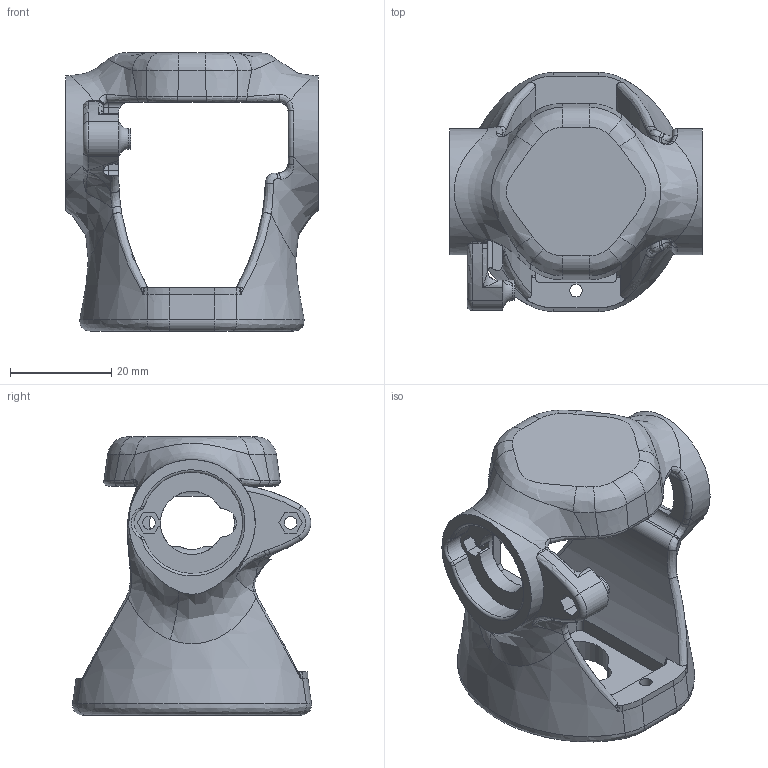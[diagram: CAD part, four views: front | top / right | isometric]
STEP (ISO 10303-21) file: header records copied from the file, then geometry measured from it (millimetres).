
FILE_DESCRIPTION(/* description */ (''),/* implementation_level */ '2;1');
FILE_NAME(/* name */ 'Robot - J6 v6.step',/* time_stamp */ '2023-10-17T09:53:49+02:00',/* author */ (''),/* organization */ (''),/* preprocessor_version */ 'ST-DEVELOPER v20',/* originating_system */ 'Autodesk Translation Framework v12.14.0.127',/* authorisation */ '');
FILE_SCHEMA (('AUTOMOTIVE_DESIGN { 1 0 10303 214 3 1 1 }'));
Length unit declared in the file: millimetre
Products named in the file (1): Robot - J6
Bounding box: 50 x 47.26 x 55 mm (x, y, z)
Volume: 33616.9 mm3; surface area: 13032.4 mm2
Topology: 1 solids, 1 shells, 245 faces, 636 edges, 387 vertices
Faces by surface type: bspline 99, plane 69, cylinder 55, torus 20, sphere 2
Full cylindrical faces by diameter (mm): 2.5 x4, 4 x2, 16.75 x1
Entity records: 11340 total; most frequent: CARTESIAN_POINT 5774, ORIENTED_EDGE 1262, DIRECTION 1007, EDGE_CURVE 631, AXIS2_PLACEMENT_3D 409, VERTEX_POINT 387, EDGE_LOOP 260, FACE_OUTER_BOUND 245
